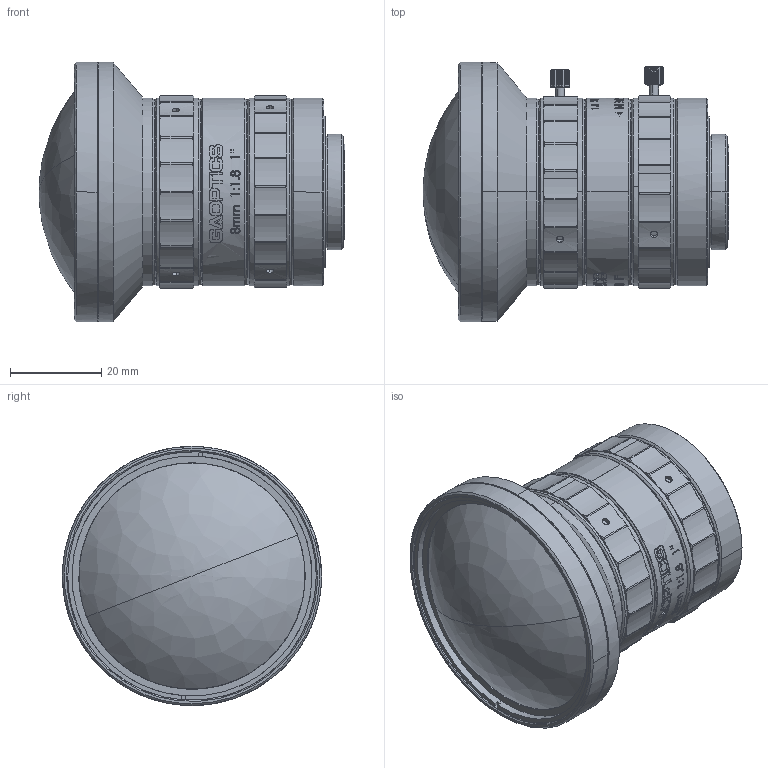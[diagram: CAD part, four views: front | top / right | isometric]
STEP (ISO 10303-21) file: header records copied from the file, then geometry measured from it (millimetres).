
FILE_DESCRIPTION (( 'STEP AP203' ), '1' );
FILE_NAME ('600021.STEP', '2021-08-06T07:27:02', ( '' ), ( '' ), 'SwSTEP 2.0', 'SolidWorks 2020', '' );
FILE_SCHEMA (( 'CONFIG_CONTROL_DESIGN' ));
Products named in the file (1): 600021
Bounding box: 67 x 56.8 x 56.8 mm (x, y, z)
Surface area: 23090.2 mm2 (no closed solid volume)
Topology: 0 solids, 9 shells, 1286 faces, 3577 edges, 2404 vertices
Faces by surface type: bspline 1286
Entity records: 76349 total; most frequent: CARTESIAN_POINT 55501, ORIENTED_EDGE 6877, EDGE_CURVE 3573, B_SPLINE_CURVE_WITH_KNOTS 3028, VERTEX_POINT 2404, EDGE_LOOP 1432, FACE_OUTER_BOUND 1286, ADVANCED_FACE 1286
